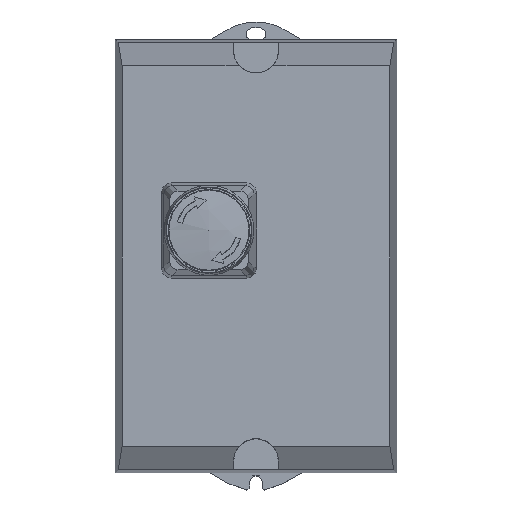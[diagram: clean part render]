
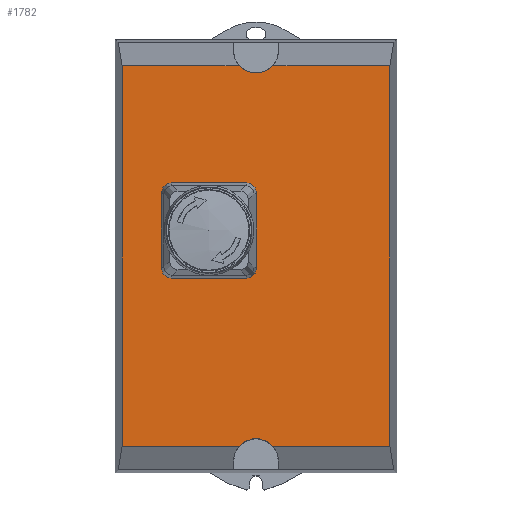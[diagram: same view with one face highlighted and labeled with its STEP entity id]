
A CAD part, top view. The second image highlights one B-rep face of the part: STEP entity #1782.
In plain terms, the highlighted planar face has unit normal (0, 0, 1).
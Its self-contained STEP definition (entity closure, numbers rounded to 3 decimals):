
#146=LINE($,#2664,#347);
#149=LINE($,#2670,#350);
#150=LINE($,#2671,#351);
#151=LINE($,#2673,#352);
#152=LINE($,#2675,#353);
#153=LINE($,#2676,#354);
#347=VECTOR($,#2124,41.497);
#350=VECTOR($,#2129,41.589);
#351=VECTOR($,#2130,135.414);
#352=VECTOR($,#2131,41.497);
#353=VECTOR($,#2132,135.414);
#354=VECTOR($,#2133,41.589);
#545=PLANE($,#1902);
#643=FACE_OUTER_BOUND($,#746,.T.);
#746=EDGE_LOOP($,(#1351,#1352,#1353,#1354,#1355,#1356,#1357,#1358));
#859=CIRCLE($,#1890,8.);
#860=CIRCLE($,#1896,8.);
#940=VERTEX_POINT($,#2624);
#943=VERTEX_POINT($,#2630);
#948=VERTEX_POINT($,#2647);
#950=VERTEX_POINT($,#2650);
#953=VERTEX_POINT($,#2663);
#955=VERTEX_POINT($,#2669);
#956=VERTEX_POINT($,#2672);
#957=VERTEX_POINT($,#2674);
#1095=EDGE_CURVE($,#940,#943,#859,.T.);
#1103=EDGE_CURVE($,#950,#948,#860,.T.);
#1110=EDGE_CURVE($,#953,#950,#146,.T.);
#1113=EDGE_CURVE($,#955,#943,#149,.T.);
#1114=EDGE_CURVE($,#955,#953,#150,.T.);
#1115=EDGE_CURVE($,#948,#956,#151,.T.);
#1116=EDGE_CURVE($,#956,#957,#152,.T.);
#1117=EDGE_CURVE($,#940,#957,#153,.T.);
#1351=ORIENTED_EDGE($,*,*,#1095,.T.);
#1352=ORIENTED_EDGE($,*,*,#1113,.F.);
#1353=ORIENTED_EDGE($,*,*,#1114,.T.);
#1354=ORIENTED_EDGE($,*,*,#1110,.T.);
#1355=ORIENTED_EDGE($,*,*,#1103,.T.);
#1356=ORIENTED_EDGE($,*,*,#1115,.T.);
#1357=ORIENTED_EDGE($,*,*,#1116,.T.);
#1358=ORIENTED_EDGE($,*,*,#1117,.F.);
#1782=ADVANCED_FACE($,(#643),#545,.T.);
#1890=AXIS2_PLACEMENT_3D($,#2632,#2090,#2091);
#1896=AXIS2_PLACEMENT_3D($,#2651,#2108,#2109);
#1902=AXIS2_PLACEMENT_3D($,#2668,#2127,#2128);
#2090=DIRECTION('center_axis',(0.,0.,-1.));
#2091=DIRECTION('ref_axis',(-1.,0.,0.));
#2108=DIRECTION('center_axis',(0.,0.,-1.));
#2109=DIRECTION('ref_axis',(1.,0.,0.));
#2124=DIRECTION($,(1.,0.,0.));
#2127=DIRECTION('center_axis',(0.,0.,1.));
#2128=DIRECTION('ref_axis',(1.,0.,0.));
#2129=DIRECTION($,(1.,0.,0.));
#2130=DIRECTION($,(0.,-1.,0.));
#2131=DIRECTION($,(1.,0.,0.));
#2132=DIRECTION($,(0.,1.,0.));
#2133=DIRECTION($,(1.,0.,0.));
#2624=CARTESIAN_POINT('',(55.002,67.663,115.));
#2630=CARTESIAN_POINT('',(42.998,67.663,115.));
#2632=CARTESIAN_POINT('Origin',(49.,72.952,115.));
#2647=CARTESIAN_POINT('',(55.094,-67.751,115.));
#2650=CARTESIAN_POINT('',(42.906,-67.751,115.));
#2651=CARTESIAN_POINT('Origin',(49.,-72.935,115.));
#2663=CARTESIAN_POINT('',(1.41,-67.751,115.));
#2664=CARTESIAN_POINT($,(-1.,-67.751,115.));
#2668=CARTESIAN_POINT('Origin',(-1.,-67.751,115.));
#2669=CARTESIAN_POINT('',(1.41,67.663,115.));
#2670=CARTESIAN_POINT($,(-1.,67.663,115.));
#2671=CARTESIAN_POINT($,(1.41,-72.376,115.));
#2672=CARTESIAN_POINT('',(96.59,-67.751,115.));
#2673=CARTESIAN_POINT($,(-1.,-67.751,115.));
#2674=CARTESIAN_POINT('',(96.59,67.663,115.));
#2675=CARTESIAN_POINT($,(96.59,-72.376,115.));
#2676=CARTESIAN_POINT($,(-1.,67.663,115.));
